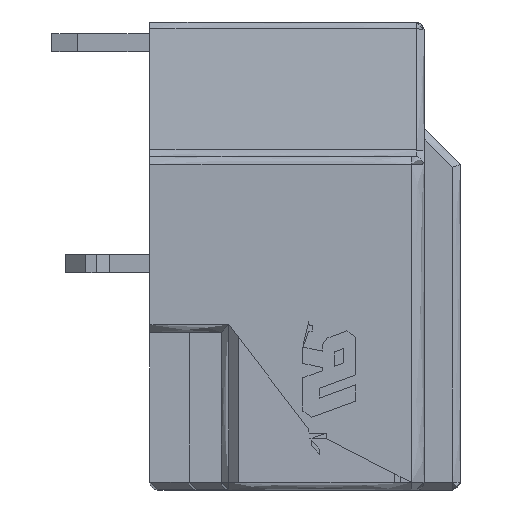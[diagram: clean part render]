
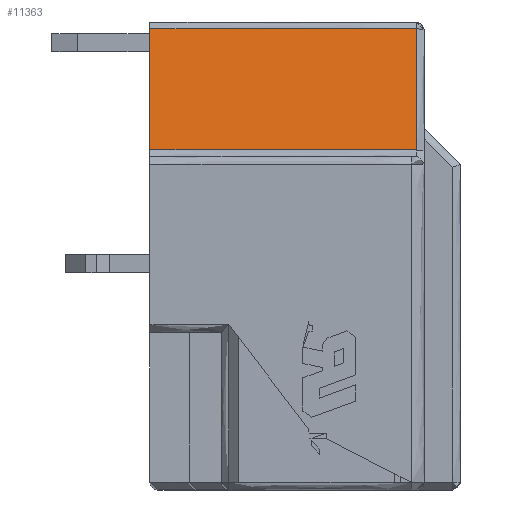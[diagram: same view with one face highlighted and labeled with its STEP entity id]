
A CAD part, left-side view. The second image highlights one B-rep face of the part: STEP entity #11363.
In plain terms, the highlighted free-form (B-spline) face has degree [1, 1] with [2, 2] control points.
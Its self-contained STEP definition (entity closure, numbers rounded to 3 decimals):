
#10091=CARTESIAN_POINT('',(-12.988,-3.909,15.845));
#10092=VERTEX_POINT('',#10091);
#10099=CARTESIAN_POINT('',(-13.692,-3.909,11.155));
#10100=VERTEX_POINT('',#10099);
#10101=CARTESIAN_POINT('',(-12.988,-3.909,15.845));
#10102=CARTESIAN_POINT('',(-13.692,-3.909,11.155));
#10103=B_SPLINE_CURVE_WITH_KNOTS('',1,(#10101,#10102),.POLYLINE_FORM.,.F.,.U.,(2,2),(0.,1.),.UNSPECIFIED.);
#10104=EDGE_CURVE('',#10092,#10100,#10103,.T.);
#11336=CARTESIAN_POINT('',(-11.658,12.581,24.714));
#11337=CARTESIAN_POINT('',(-11.658,-10.098,24.714));
#11338=CARTESIAN_POINT('',(-15.022,12.581,2.286));
#11339=CARTESIAN_POINT('',(-15.022,-10.098,2.286));
#11340=B_SPLINE_SURFACE_WITH_KNOTS('',1,1,((#11336,#11337),(#11338,#11339)),.PLANE_SURF.,.F.,.F.,.U.,(2,2),(2,2),(0.,1.),(0.,1.),.UNSPECIFIED.);
#11341=CARTESIAN_POINT('',(-13.692,6.391,11.155));
#11342=VERTEX_POINT('',#11341);
#11343=CARTESIAN_POINT('',(-13.692,6.391,11.155));
#11344=CARTESIAN_POINT('',(-13.692,-3.909,11.155));
#11345=B_SPLINE_CURVE_WITH_KNOTS('',1,(#11343,#11344),.POLYLINE_FORM.,.F.,.U.,(2,2),(0.,1.),.UNSPECIFIED.);
#11346=EDGE_CURVE('',#11342,#10100,#11345,.T.);
#11347=ORIENTED_EDGE('',*,*,#11346,.T.);
#11348=ORIENTED_EDGE('',*,*,#10104,.F.);
#11349=CARTESIAN_POINT('',(-12.988,6.391,15.845));
#11350=VERTEX_POINT('',#11349);
#11351=CARTESIAN_POINT('',(-12.988,-3.909,15.845));
#11352=CARTESIAN_POINT('',(-12.988,6.391,15.845));
#11353=B_SPLINE_CURVE_WITH_KNOTS('',1,(#11351,#11352),.POLYLINE_FORM.,.F.,.U.,(2,2),(0.,1.),.UNSPECIFIED.);
#11354=EDGE_CURVE('',#10092,#11350,#11353,.T.);
#11355=ORIENTED_EDGE('',*,*,#11354,.T.);
#11356=CARTESIAN_POINT('',(-12.988,6.391,15.845));
#11357=CARTESIAN_POINT('',(-13.692,6.391,11.155));
#11358=B_SPLINE_CURVE_WITH_KNOTS('',1,(#11356,#11357),.POLYLINE_FORM.,.F.,.U.,(2,2),(0.,1.),.UNSPECIFIED.);
#11359=EDGE_CURVE('',#11350,#11342,#11358,.T.);
#11360=ORIENTED_EDGE('',*,*,#11359,.T.);
#11361=EDGE_LOOP('',(#11347,#11348,#11355,#11360));
#11362=FACE_OUTER_BOUND('',#11361,.T.);
#11363=ADVANCED_FACE('',(#11362),#11340,.T.);
